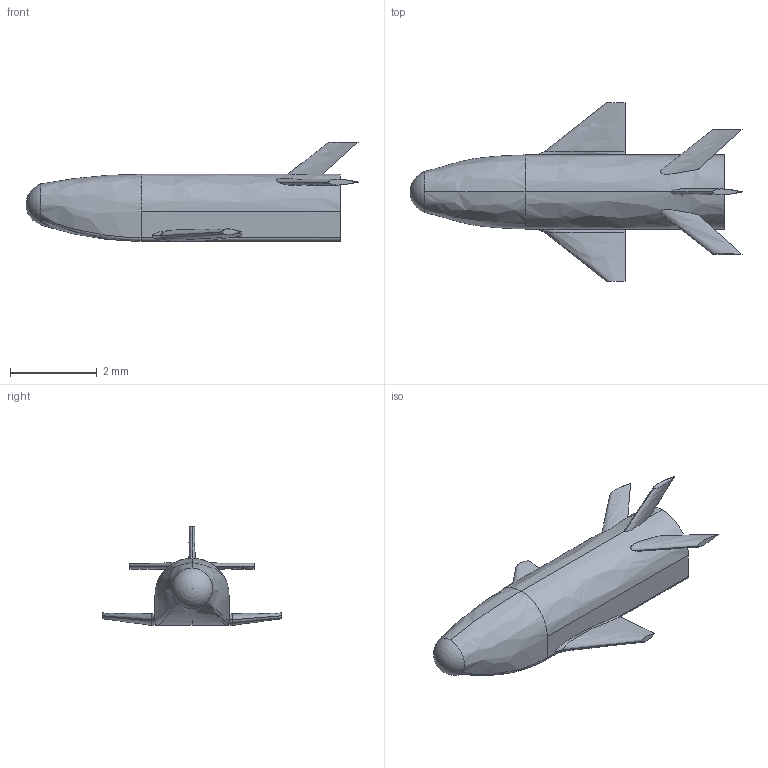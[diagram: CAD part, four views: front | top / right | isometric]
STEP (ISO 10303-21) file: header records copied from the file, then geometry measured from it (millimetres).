
FILE_DESCRIPTION(('Open CASCADE Model'),'2;1');
FILE_NAME('Open CASCADE Shape Model','2025-05-25T16:16:46',('Author'),( 'Open CASCADE'),'Open CASCADE STEP processor 7.7','Open CASCADE 7.7' ,'Unknown');
FILE_SCHEMA(('AUTOMOTIVE_DESIGN { 1 0 10303 214 1 1 1 1 }'));
Length unit declared in the file: millimetre
Products named in the file (1): Open CASCADE STEP translator 7.7 1
Bounding box: 7.64 x 4.11 x 2.28 mm (x, y, z)
Volume: 15.3 mm3; surface area: 50.2 mm2
Topology: 1 solids, 1 shells, 37 faces, 93 edges, 55 vertices
Faces by surface type: bspline 20, extrusion 10, plane 6, sphere 1
Entity records: 12895 total; most frequent: CARTESIAN_POINT 11403, ORIENTED_EDGE 176, PCURVE 176, DEFINITIONAL_REPRESENTATION 176, DIRECTION 152, B_SPLINE_CURVE_WITH_KNOTS 135, VECTOR 116, LINE 106
